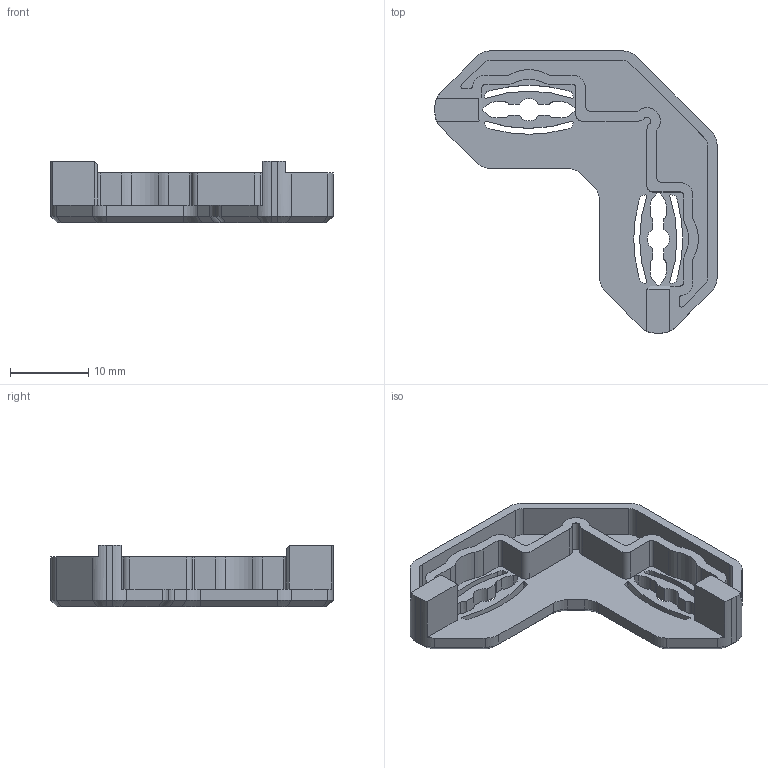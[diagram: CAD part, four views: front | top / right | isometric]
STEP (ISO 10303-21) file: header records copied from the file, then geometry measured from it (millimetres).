
FILE_DESCRIPTION(/* description */ (''),/* implementation_level */ '2;1');
FILE_NAME(/* name */ '1515 Corner Lock 4mm v1.step',/* time_stamp */ '2022-03-14T16:24:03-04:00',/* author */ (''),/* organization */ (''),/* preprocessor_version */ 'ST-DEVELOPER v18.1',/* originating_system */ 'Autodesk Translation Framework v10.13.0.1454',/* authorisation */ '');
FILE_SCHEMA (('AUTOMOTIVE_DESIGN { 1 0 10303 214 3 1 1 }'));
Length unit declared in the file: millimetre
Products named in the file (1): 1515 Corner Lock
Bounding box: 36 x 36 x 7.85 mm (x, y, z)
Volume: 2250.1 mm3; surface area: 3000.2 mm2
Topology: 1 solids, 1 shells, 219 faces, 610 edges, 398 vertices
Faces by surface type: plane 107, cylinder 96, cone 16
Full cylindrical faces by diameter (mm): 1.125 x4
Entity records: 7125 total; most frequent: DIRECTION 1282, CARTESIAN_POINT 1228, ORIENTED_EDGE 1220, EDGE_CURVE 610, AXIS2_PLACEMENT_3D 452, VERTEX_POINT 398, LINE 378, VECTOR 378
